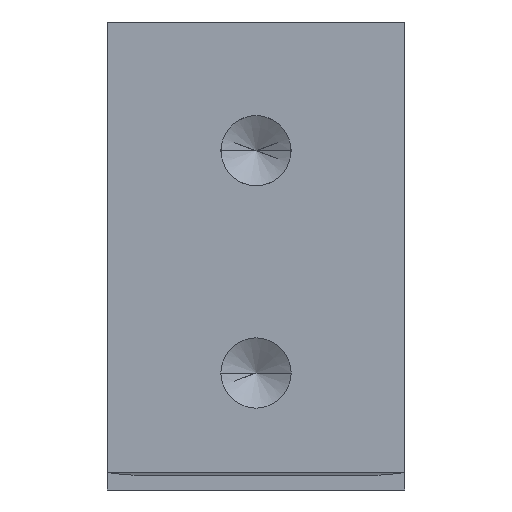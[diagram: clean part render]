
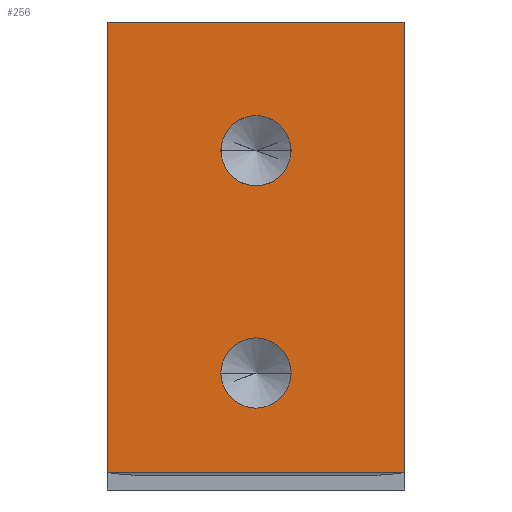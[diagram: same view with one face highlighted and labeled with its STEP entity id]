
A CAD part, left-side view. The second image highlights one B-rep face of the part: STEP entity #256.
In plain terms, the highlighted planar face has unit normal (-1, 0, 0).
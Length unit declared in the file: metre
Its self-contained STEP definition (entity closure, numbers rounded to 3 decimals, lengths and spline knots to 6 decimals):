
#256=ADVANCED_FACE('0:81',(#500,#501,#502),#503,.T.);
#500=FACE_OUTER_BOUND('',#762,.T.);
#501=FACE_BOUND('',#763,.T.);
#502=FACE_BOUND('',#764,.T.);
#503=PLANE('',#765);
#762=EDGE_LOOP('',(#1160,#1161,#1162,#1163));
#763=EDGE_LOOP('',(#1164,#1165));
#764=EDGE_LOOP('',(#1166,#1167));
#765=AXIS2_PLACEMENT_3D('',#1168,#1169,#1170);
#1160=ORIENTED_EDGE('',*,*,#1662,.F.);
#1161=ORIENTED_EDGE('',*,*,#1637,.F.);
#1162=ORIENTED_EDGE('',*,*,#1652,.T.);
#1163=ORIENTED_EDGE('',*,*,#1663,.T.);
#1164=ORIENTED_EDGE('',*,*,#1594,.T.);
#1165=ORIENTED_EDGE('',*,*,#1609,.T.);
#1166=ORIENTED_EDGE('',*,*,#1632,.F.);
#1167=ORIENTED_EDGE('',*,*,#1547,.F.);
#1168=CARTESIAN_POINT('',(-0.092157,0.024541,-0.019431));
#1169=DIRECTION('',(-1.0,0.0,0.0));
#1170=DIRECTION('',(0.0,0.0,1.0));
#1547=EDGE_CURVE('',#1792,#1795,#1796,.F.);
#1594=EDGE_CURVE('0:162',#1871,#1869,#1872,.T.);
#1609=EDGE_CURVE('',#1869,#1871,#1890,.T.);
#1632=EDGE_CURVE('0:204',#1795,#1792,#1913,.F.);
#1637=EDGE_CURVE('0:216',#1920,#1916,#1922,.T.);
#1652=EDGE_CURVE('0:258',#1920,#1948,#1950,.T.);
#1662=EDGE_CURVE('0:285',#1916,#1968,#1969,.T.);
#1663=EDGE_CURVE('0:288',#1948,#1968,#1970,.T.);
#1792=VERTEX_POINT('',#2143);
#1795=VERTEX_POINT('',#2147);
#1796=CIRCLE('',#2148,0.003);
#1869=VERTEX_POINT('',#2242);
#1871=VERTEX_POINT('',#2245);
#1872=CIRCLE('',#2246,0.003);
#1890=CIRCLE('',#2269,0.003);
#1913=CIRCLE('',#2292,0.003);
#1916=VERTEX_POINT('',#2295);
#1920=VERTEX_POINT('',#2301);
#1922=LINE('',#2304,#2305);
#1948=VERTEX_POINT('',#2338);
#1950=LINE('',#2341,#2342);
#1968=VERTEX_POINT('',#2364);
#1969=LINE('',#2365,#2366);
#1970=LINE('',#2367,#2368);
#2143=CARTESIAN_POINT('',(-0.092157,-0.005459,-0.003731));
#2147=CARTESIAN_POINT('',(-0.092157,-0.005459,-0.009731));
#2148=AXIS2_PLACEMENT_3D('',#2597,#2598,#2599);
#2242=CARTESIAN_POINT('',(-0.092157,0.013541,-0.003731));
#2245=CARTESIAN_POINT('',(-0.092157,0.013541,-0.009731));
#2246=AXIS2_PLACEMENT_3D('',#2661,#2662,#2663);
#2269=AXIS2_PLACEMENT_3D('',#2681,#2682,#2683);
#2292=AXIS2_PLACEMENT_3D('',#2717,#2718,#2719);
#2295=CARTESIAN_POINT('',(-0.092157,0.024541,0.005969));
#2301=CARTESIAN_POINT('',(-0.092157,0.024541,-0.019431));
#2304=CARTESIAN_POINT('',(-0.092157,0.024541,-0.019431));
#2305=VECTOR('',#2723,0.001);
#2338=CARTESIAN_POINT('',(-0.092157,-0.013959,-0.019431));
#2341=CARTESIAN_POINT('',(-0.092157,0.024541,-0.019431));
#2342=VECTOR('',#2747,0.001);
#2364=CARTESIAN_POINT('',(-0.092157,-0.013959,0.005969));
#2365=CARTESIAN_POINT('',(-0.092157,0.024541,0.005969));
#2366=VECTOR('',#2764,0.001);
#2367=CARTESIAN_POINT('',(-0.092157,-0.013959,-0.019431));
#2368=VECTOR('',#2765,0.001);
#2597=CARTESIAN_POINT('',(-0.092157,-0.005459,-0.006731));
#2598=DIRECTION('',(1.0,0.0,-0.0));
#2599=DIRECTION('',(0.0,0.0,1.0));
#2661=CARTESIAN_POINT('',(-0.092157,0.013541,-0.006731));
#2662=DIRECTION('',(1.0,0.0,0.0));
#2663=DIRECTION('',(0.0,0.,1.0));
#2681=CARTESIAN_POINT('',(-0.092157,0.013541,-0.006731));
#2682=DIRECTION('',(1.0,0.0,0.0));
#2683=DIRECTION('',(0.0,0.,1.0));
#2717=CARTESIAN_POINT('',(-0.092157,-0.005459,-0.006731));
#2718=DIRECTION('',(1.0,0.0,-0.0));
#2719=DIRECTION('',(0.0,0.0,1.0));
#2723=DIRECTION('',(0.0,0.0,1.0));
#2747=DIRECTION('',(0.0,-1.0,0.0));
#2764=DIRECTION('',(0.0,-1.0,0.0));
#2765=DIRECTION('',(0.0,0.0,1.0));
